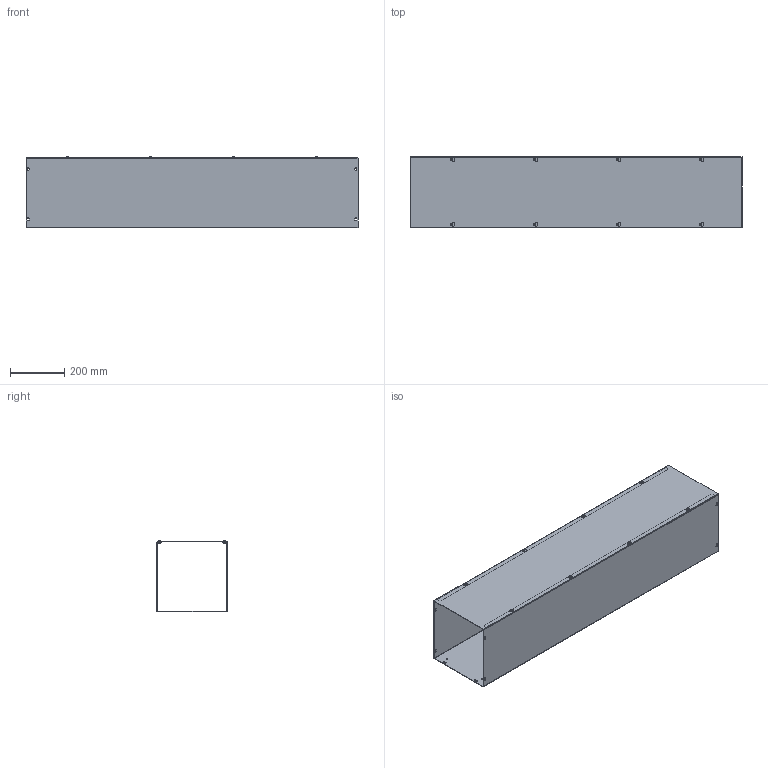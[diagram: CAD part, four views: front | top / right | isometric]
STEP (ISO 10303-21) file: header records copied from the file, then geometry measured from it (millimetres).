
FILE_DESCRIPTION(/* description */ ('WW, S, NK, BLR, GALV, 10X10X48'),/* implementation_level */ '2;1');
FILE_NAME(/* name */ 'S101048GNK.stp',/* time_stamp */ '2017-06-27T12:37:09+05:00',/* author */ ('vdas'),/* organization */ (''),/* preprocessor_version */ 'ST-DEVELOPER v16.1',/* originating_system */ 'Autodesk Inventor 2016',/* authorisation */ '');
FILE_SCHEMA (('AUTOMOTIVE_DESIGN { 1 0 10303 214 3 1 1 }'));
Length unit declared in the file: inch
Products named in the file (4): S101048GNKBLR; S101048GNKLID; 372141; S101048GNK
Assembly tree (10 placements, depth 2):
  S101048GNK
    S101048GNKBLR
    S101048GNKLID
    372141  x8
Bounding box: 1219.2 x 257.76 x 263.07 mm (x, y, z)
Volume: 2413212.9 mm3; surface area: 2583776.8 mm2
Topology: 10 solids, 10 shells, 792 faces, 1908 edges, 1144 vertices
Faces by surface type: plane 292, cone 216, cylinder 156, torus 112, bspline 16
Full cylindrical faces by diameter (mm): 4.089 x8, 4.595 x64, 6.35 x4, 7.938 x8
Entity records: 8422 total; most frequent: CARTESIAN_POINT 1883, DIRECTION 1314, ORIENTED_EDGE 1216, EDGE_CURVE 608, AXIS2_PLACEMENT_3D 493, VERTEX_POINT 418, EDGE_LOOP 386, LINE 328
